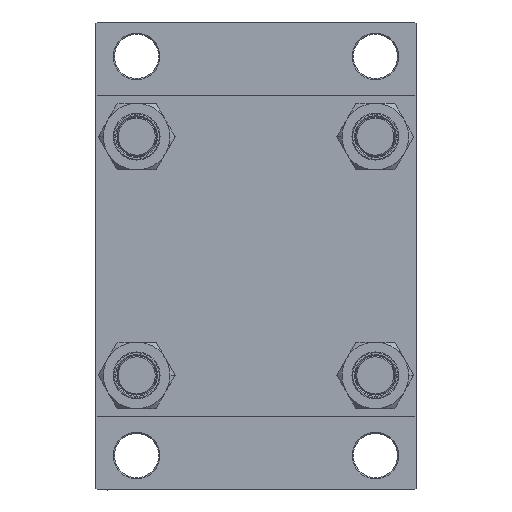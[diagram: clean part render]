
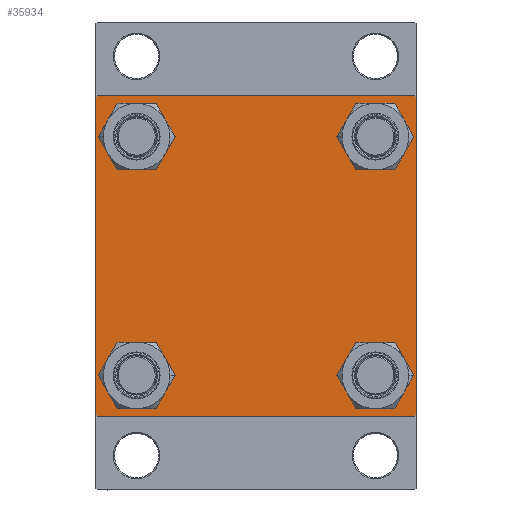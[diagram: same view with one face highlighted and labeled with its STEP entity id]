
A CAD part, left-side view. The second image highlights one B-rep face of the part: STEP entity #35934.
In plain terms, the highlighted planar face has unit normal (-1, 0, 0).
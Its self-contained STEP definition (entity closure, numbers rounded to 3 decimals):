
#365 = VERTEX_POINT ( 'NONE', #21495 ) ;
#429 = ORIENTED_EDGE ( 'NONE', *, *, #21060, .T. ) ;
#1186 = VECTOR ( 'NONE', #13007, 1000. ) ;
#1438 = CARTESIAN_POINT ( 'NONE',  ( 0., 64.75, -64.75 ) ) ;
#1832 = CIRCLE ( 'NONE', #23361, 8.5 ) ;
#2311 = EDGE_LOOP ( 'NONE', ( #28751, #31952 ) ) ;
#2330 = CARTESIAN_POINT ( 'NONE',  ( 0., -65., 65. ) ) ;
#2517 = CIRCLE ( 'NONE', #8678, 8.5 ) ;
#2874 = DIRECTION ( 'NONE',  ( 0., 0., 1. ) ) ;
#3042 = VECTOR ( 'NONE', #45076, 1000. ) ;
#3749 = DIRECTION ( 'NONE',  ( 0., 0., 1. ) ) ;
#3775 = CIRCLE ( 'NONE', #24589, 8.5 ) ;
#3894 = CARTESIAN_POINT ( 'NONE',  ( 0., 65., 65. ) ) ;
#4080 = DIRECTION ( 'NONE',  ( 0., 0.707, -0.707 ) ) ;
#4778 = EDGE_CURVE ( 'NONE', #8486, #39028, #2517, .T. ) ;
#5270 = CARTESIAN_POINT ( 'NONE',  ( 0., -48.45, -39.95 ) ) ;
#5371 = EDGE_CURVE ( 'NONE', #42185, #42960, #17931, .T. ) ;
#6084 = CARTESIAN_POINT ( 'NONE',  ( 0., -48.45, -56.95 ) ) ;
#6259 = DIRECTION ( 'NONE',  ( 0., 0., -1. ) ) ;
#6406 = DIRECTION ( 'NONE',  ( 1., 0., 0. ) ) ;
#6430 = CARTESIAN_POINT ( 'NONE',  ( 0., -48.45, 48.45 ) ) ;
#6495 = PLANE ( 'NONE',  #24644 ) ;
#6736 = DIRECTION ( 'NONE',  ( 1., 0., 0. ) ) ;
#7260 = EDGE_LOOP ( 'NONE', ( #17026, #429, #13284, #41745, #20304, #41879, #23354, #23111 ) ) ;
#7681 = EDGE_CURVE ( 'NONE', #12237, #46614, #36911, .T. ) ;
#8293 = DIRECTION ( 'NONE',  ( 1., 0., 0. ) ) ;
#8383 = CARTESIAN_POINT ( 'NONE',  ( 0., -65., -64.5 ) ) ;
#8486 = VERTEX_POINT ( 'NONE', #36036 ) ;
#8678 = AXIS2_PLACEMENT_3D ( 'NONE', #47297, #28975, #10667 ) ;
#8704 = LINE ( 'NONE', #34233, #3042 ) ;
#8806 = LINE ( 'NONE', #11696, #25027 ) ;
#10582 = CARTESIAN_POINT ( 'NONE',  ( 0., -48.45, -48.45 ) ) ;
#10667 = DIRECTION ( 'NONE',  ( 0., 0., 1. ) ) ;
#10792 = VECTOR ( 'NONE', #6259, 1000. ) ;
#11696 = CARTESIAN_POINT ( 'NONE',  ( 0., 65., -65. ) ) ;
#12178 = EDGE_CURVE ( 'NONE', #16915, #26765, #3775, .T. ) ;
#12237 = VERTEX_POINT ( 'NONE', #35642 ) ;
#12316 = DIRECTION ( 'NONE',  ( 1., 0., 0. ) ) ;
#13007 = DIRECTION ( 'NONE',  ( 0., -0.707, -0.707 ) ) ;
#13284 = ORIENTED_EDGE ( 'NONE', *, *, #19854, .T. ) ;
#13501 = FACE_BOUND ( 'NONE', #2311, .T. ) ;
#13593 = AXIS2_PLACEMENT_3D ( 'NONE', #19241, #40301, #26728 ) ;
#13745 = DIRECTION ( 'NONE',  ( 0., 0., 1. ) ) ;
#16124 = EDGE_CURVE ( 'NONE', #36813, #38911, #1832, .T. ) ;
#16551 = AXIS2_PLACEMENT_3D ( 'NONE', #6430, #36766, #3749 ) ;
#16866 = AXIS2_PLACEMENT_3D ( 'NONE', #26774, #12316, #38084 ) ;
#16915 = VERTEX_POINT ( 'NONE', #5270 ) ;
#17026 = ORIENTED_EDGE ( 'NONE', *, *, #35913, .T. ) ;
#17305 = DIRECTION ( 'NONE',  ( 0., 0., 1. ) ) ;
#17441 = EDGE_CURVE ( 'NONE', #12237, #27266, #44332, .T. ) ;
#17931 = CIRCLE ( 'NONE', #22513, 8.5 ) ;
#18013 = CARTESIAN_POINT ( 'NONE',  ( 0., -48.45, 48.45 ) ) ;
#19241 = CARTESIAN_POINT ( 'NONE',  ( 0., 48.45, 48.45 ) ) ;
#19243 = VERTEX_POINT ( 'NONE', #46500 ) ;
#19854 = EDGE_CURVE ( 'NONE', #32358, #365, #8806, .T. ) ;
#20304 = ORIENTED_EDGE ( 'NONE', *, *, #42271, .F. ) ;
#20333 = VECTOR ( 'NONE', #4080, 1000. ) ;
#20392 = LINE ( 'NONE', #2330, #31205 ) ;
#20459 = CARTESIAN_POINT ( 'NONE',  ( 0., 65., 65. ) ) ;
#20902 = DIRECTION ( 'NONE',  ( 1., 0., 0. ) ) ;
#20935 = FACE_BOUND ( 'NONE', #30400, .T. ) ;
#21060 = EDGE_CURVE ( 'NONE', #19243, #32358, #46016, .T. ) ;
#21495 = CARTESIAN_POINT ( 'NONE',  ( 0., -64.5, -65. ) ) ;
#21516 = CARTESIAN_POINT ( 'NONE',  ( 0., -64.75, -64.75 ) ) ;
#22513 = AXIS2_PLACEMENT_3D ( 'NONE', #18013, #20902, #17305 ) ;
#22968 = ORIENTED_EDGE ( 'NONE', *, *, #4778, .T. ) ;
#23111 = ORIENTED_EDGE ( 'NONE', *, *, #17441, .T. ) ;
#23305 = CARTESIAN_POINT ( 'NONE',  ( 0., 48.45, -56.95 ) ) ;
#23354 = ORIENTED_EDGE ( 'NONE', *, *, #7681, .F. ) ;
#23361 = AXIS2_PLACEMENT_3D ( 'NONE', #41040, #8293, #31161 ) ;
#23629 = CARTESIAN_POINT ( 'NONE',  ( 0., 48.45, 56.95 ) ) ;
#23651 = ORIENTED_EDGE ( 'NONE', *, *, #5371, .T. ) ;
#24571 = CIRCLE ( 'NONE', #30732, 8.5 ) ;
#24589 = AXIS2_PLACEMENT_3D ( 'NONE', #10582, #6736, #2874 ) ;
#24644 = AXIS2_PLACEMENT_3D ( 'NONE', #35887, #42874, #13745 ) ;
#24842 = EDGE_LOOP ( 'NONE', ( #39826, #39832 ) ) ;
#25027 = VECTOR ( 'NONE', #34811, 1000. ) ;
#25132 = DIRECTION ( 'NONE',  ( 0., -0.707, 0.707 ) ) ;
#25335 = EDGE_LOOP ( 'NONE', ( #41090, #23651 ) ) ;
#25644 = VERTEX_POINT ( 'NONE', #30604 ) ;
#25769 = VERTEX_POINT ( 'NONE', #8383 ) ;
#26728 = DIRECTION ( 'NONE',  ( 0., 0., 1. ) ) ;
#26765 = VERTEX_POINT ( 'NONE', #6084 ) ;
#26774 = CARTESIAN_POINT ( 'NONE',  ( 0., 48.45, -48.45 ) ) ;
#27018 = DIRECTION ( 'NONE',  ( 0., -1., 0. ) ) ;
#27266 = VERTEX_POINT ( 'NONE', #38386 ) ;
#27542 = VECTOR ( 'NONE', #25132, 1000. ) ;
#28653 = FACE_BOUND ( 'NONE', #24842, .T. ) ;
#28751 = ORIENTED_EDGE ( 'NONE', *, *, #37223, .T. ) ;
#28771 = VECTOR ( 'NONE', #27018, 1000. ) ;
#28975 = DIRECTION ( 'NONE',  ( 1., 0., 0. ) ) ;
#29181 = CARTESIAN_POINT ( 'NONE',  ( 0., 64.75, 64.75 ) ) ;
#29594 = EDGE_CURVE ( 'NONE', #365, #25769, #32841, .T. ) ;
#30400 = EDGE_LOOP ( 'NONE', ( #40151, #22968 ) ) ;
#30604 = CARTESIAN_POINT ( 'NONE',  ( 0., -65., 64.5 ) ) ;
#30732 = AXIS2_PLACEMENT_3D ( 'NONE', #35072, #6406, #45924 ) ;
#31161 = DIRECTION ( 'NONE',  ( 0., 0., 1. ) ) ;
#31205 = VECTOR ( 'NONE', #31492, 1000. ) ;
#31492 = DIRECTION ( 'NONE',  ( 0., 0., -1. ) ) ;
#31952 = ORIENTED_EDGE ( 'NONE', *, *, #16124, .T. ) ;
#32358 = VERTEX_POINT ( 'NONE', #42894 ) ;
#32841 = LINE ( 'NONE', #21516, #27542 ) ;
#33476 = CIRCLE ( 'NONE', #16551, 8.5 ) ;
#34149 = CARTESIAN_POINT ( 'NONE',  ( 0., -48.45, 39.95 ) ) ;
#34233 = CARTESIAN_POINT ( 'NONE',  ( 0., -64.75, 64.75 ) ) ;
#34336 = CIRCLE ( 'NONE', #13593, 8.5 ) ;
#34516 = CARTESIAN_POINT ( 'NONE',  ( 0., -48.45, 56.95 ) ) ;
#34724 = EDGE_CURVE ( 'NONE', #26765, #16915, #24571, .T. ) ;
#34811 = DIRECTION ( 'NONE',  ( 0., -1., 0. ) ) ;
#35072 = CARTESIAN_POINT ( 'NONE',  ( 0., -48.45, -48.45 ) ) ;
#35642 = CARTESIAN_POINT ( 'NONE',  ( 0., 64.5, 65. ) ) ;
#35887 = CARTESIAN_POINT ( 'NONE',  ( 0., 0., 0. ) ) ;
#35913 = EDGE_CURVE ( 'NONE', #27266, #19243, #38782, .T. ) ;
#35934 = ADVANCED_FACE ( 'NONE', ( #46502, #28653, #13501, #20935, #39499 ), #6495, .T. ) ;
#36036 = CARTESIAN_POINT ( 'NONE',  ( 0., 48.45, 39.95 ) ) ;
#36766 = DIRECTION ( 'NONE',  ( 1., 0., 0. ) ) ;
#36813 = VERTEX_POINT ( 'NONE', #23305 ) ;
#36911 = LINE ( 'NONE', #3894, #28771 ) ;
#37220 = EDGE_CURVE ( 'NONE', #25644, #46614, #8704, .T. ) ;
#37223 = EDGE_CURVE ( 'NONE', #38911, #36813, #37629, .T. ) ;
#37629 = CIRCLE ( 'NONE', #16866, 8.5 ) ;
#38084 = DIRECTION ( 'NONE',  ( 0., 0., 1. ) ) ;
#38386 = CARTESIAN_POINT ( 'NONE',  ( 0., 65., 64.5 ) ) ;
#38609 = CARTESIAN_POINT ( 'NONE',  ( 0., -64.5, 65. ) ) ;
#38782 = LINE ( 'NONE', #20459, #10792 ) ;
#38911 = VERTEX_POINT ( 'NONE', #40982 ) ;
#39028 = VERTEX_POINT ( 'NONE', #23629 ) ;
#39499 = FACE_OUTER_BOUND ( 'NONE', #7260, .T. ) ;
#39826 = ORIENTED_EDGE ( 'NONE', *, *, #12178, .T. ) ;
#39832 = ORIENTED_EDGE ( 'NONE', *, *, #34724, .T. ) ;
#40151 = ORIENTED_EDGE ( 'NONE', *, *, #44813, .T. ) ;
#40301 = DIRECTION ( 'NONE',  ( 1., 0., 0. ) ) ;
#40982 = CARTESIAN_POINT ( 'NONE',  ( 0., 48.45, -39.95 ) ) ;
#41040 = CARTESIAN_POINT ( 'NONE',  ( 0., 48.45, -48.45 ) ) ;
#41090 = ORIENTED_EDGE ( 'NONE', *, *, #41519, .T. ) ;
#41519 = EDGE_CURVE ( 'NONE', #42960, #42185, #33476, .T. ) ;
#41745 = ORIENTED_EDGE ( 'NONE', *, *, #29594, .T. ) ;
#41879 = ORIENTED_EDGE ( 'NONE', *, *, #37220, .T. ) ;
#42185 = VERTEX_POINT ( 'NONE', #34149 ) ;
#42271 = EDGE_CURVE ( 'NONE', #25644, #25769, #20392, .T. ) ;
#42874 = DIRECTION ( 'NONE',  ( -1., 0., 0. ) ) ;
#42894 = CARTESIAN_POINT ( 'NONE',  ( 0., 64.5, -65. ) ) ;
#42960 = VERTEX_POINT ( 'NONE', #34516 ) ;
#44332 = LINE ( 'NONE', #29181, #20333 ) ;
#44813 = EDGE_CURVE ( 'NONE', #39028, #8486, #34336, .T. ) ;
#45076 = DIRECTION ( 'NONE',  ( 0., 0.707, 0.707 ) ) ;
#45924 = DIRECTION ( 'NONE',  ( 0., 0., 1. ) ) ;
#46016 = LINE ( 'NONE', #1438, #1186 ) ;
#46500 = CARTESIAN_POINT ( 'NONE',  ( 0., 65., -64.5 ) ) ;
#46502 = FACE_BOUND ( 'NONE', #25335, .T. ) ;
#46614 = VERTEX_POINT ( 'NONE', #38609 ) ;
#47297 = CARTESIAN_POINT ( 'NONE',  ( 0., 48.45, 48.45 ) ) ;
